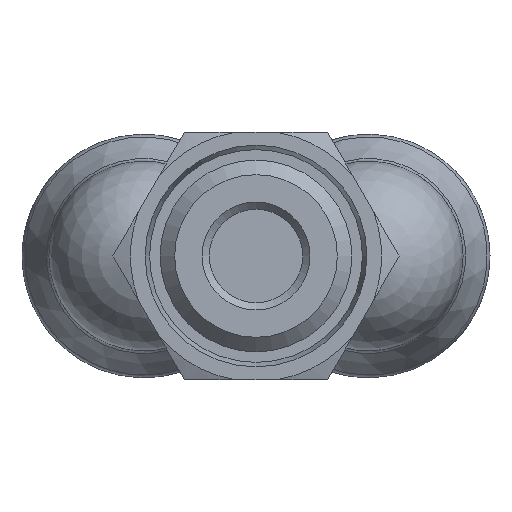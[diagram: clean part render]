
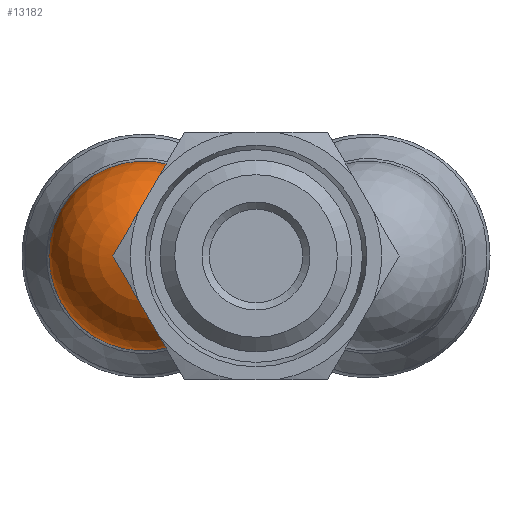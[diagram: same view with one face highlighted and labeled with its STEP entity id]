
A CAD part, front view. The second image highlights one B-rep face of the part: STEP entity #13182.
In plain terms, the highlighted spherical face has radius 6.5 mm.
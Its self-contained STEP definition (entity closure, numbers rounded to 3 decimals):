
#12802=CARTESIAN_POINT('',(-4.276,0.44,-4.896));
#12803=VERTEX_POINT('',#12802);
#12811=CARTESIAN_POINT('',(-3.85,3.,-5.237));
#12812=VERTEX_POINT('',#12811);
#12813=CARTESIAN_POINT('',(-4.276,0.44,-4.896));
#12814=CARTESIAN_POINT('',(-4.177,0.735,-4.982));
#12815=CARTESIAN_POINT('',(-4.093,1.04,-5.05));
#12816=CARTESIAN_POINT('',(-3.911,1.891,-5.194));
#12817=CARTESIAN_POINT('',(-3.85,2.45,-5.237));
#12818=CARTESIAN_POINT('',(-3.85,3.,-5.237));
#12819=B_SPLINE_CURVE_WITH_KNOTS('',3,(#12813,#12814,#12815,#12816,#12817,#12818),.UNSPECIFIED.,.F.,.U.,(4,2,4),(1.643,1.738,1.903),.UNSPECIFIED.);
#12820=EDGE_CURVE('',#12803,#12812,#12819,.T.);
#13021=CARTESIAN_POINT('',(-3.85,3.,5.237));
#13022=VERTEX_POINT('',#13021);
#13029=CARTESIAN_POINT('',(-4.276,0.44,4.896));
#13030=VERTEX_POINT('',#13029);
#13031=CARTESIAN_POINT('',(-3.85,3.,5.237));
#13032=CARTESIAN_POINT('',(-3.85,2.45,5.237));
#13033=CARTESIAN_POINT('',(-3.911,1.891,5.194));
#13034=CARTESIAN_POINT('',(-4.093,1.04,5.05));
#13035=CARTESIAN_POINT('',(-4.177,0.735,4.982));
#13036=CARTESIAN_POINT('',(-4.276,0.44,4.896));
#13037=B_SPLINE_CURVE_WITH_KNOTS('',3,(#13031,#13032,#13033,#13034,#13035,#13036),.UNSPECIFIED.,.F.,.U.,(4,2,4),(0.0,0.165,0.259),.UNSPECIFIED.);
#13038=EDGE_CURVE('',#13022,#13030,#13037,.T.);
#13107=CARTESIAN_POINT('',(-4.759,-0.399,-4.695));
#13108=VERTEX_POINT('',#13107);
#13116=CARTESIAN_POINT('',(-4.276,0.44,-4.896));
#13117=CARTESIAN_POINT('',(-4.357,0.194,-4.824));
#13118=CARTESIAN_POINT('',(-4.512,-0.083,-4.759));
#13119=CARTESIAN_POINT('',(-4.701,-0.329,-4.709));
#13120=CARTESIAN_POINT('',(-4.729,-0.364,-4.702));
#13121=CARTESIAN_POINT('',(-4.759,-0.399,-4.695));
#13122=B_SPLINE_CURVE_WITH_KNOTS('',3,(#13116,#13117,#13118,#13119,#13120,#13121),.UNSPECIFIED.,.F.,.U.,(4,2,4),(0.671,0.751,0.765),.UNSPECIFIED.);
#13123=EDGE_CURVE('',#12803,#13108,#13122,.T.);
#13129=CARTESIAN_POINT('',(-7.7,3.,0.0));
#13130=DIRECTION('',(0.0,1.0,0.0));
#13131=DIRECTION('',(0.0,0.0,-1.0));
#13132=AXIS2_PLACEMENT_3D('',#13129,#13130,#13131);
#13133=SPHERICAL_SURFACE('',#13132,6.5);
#13134=ORIENTED_EDGE('',*,*,#13123,.T.);
#13135=CARTESIAN_POINT('',(-4.759,-0.399,4.695));
#13136=VERTEX_POINT('',#13135);
#13137=CARTESIAN_POINT('',(-4.759,-0.399,4.695));
#13138=CARTESIAN_POINT('',(-4.926,-0.598,4.656));
#13139=CARTESIAN_POINT('',(-5.094,-0.787,4.603));
#13140=CARTESIAN_POINT('',(-5.538,-1.262,4.425));
#13141=CARTESIAN_POINT('',(-5.842,-1.565,4.262));
#13142=CARTESIAN_POINT('',(-6.429,-2.113,3.834));
#13143=CARTESIAN_POINT('',(-6.71,-2.359,3.567));
#13144=CARTESIAN_POINT('',(-7.281,-2.842,2.882));
#13145=CARTESIAN_POINT('',(-7.589,-3.085,2.367));
#13146=CARTESIAN_POINT('',(-8.005,-3.407,1.224));
#13147=CARTESIAN_POINT('',(-8.113,-3.487,0.595));
#13148=CARTESIAN_POINT('',(-8.113,-3.487,-0.595));
#13149=CARTESIAN_POINT('',(-8.005,-3.407,-1.224));
#13150=CARTESIAN_POINT('',(-7.589,-3.085,-2.367));
#13151=CARTESIAN_POINT('',(-7.281,-2.842,-2.882));
#13152=CARTESIAN_POINT('',(-6.71,-2.359,-3.567));
#13153=CARTESIAN_POINT('',(-6.429,-2.113,-3.834));
#13154=CARTESIAN_POINT('',(-5.842,-1.565,-4.262));
#13155=CARTESIAN_POINT('',(-5.538,-1.262,-4.425));
#13156=CARTESIAN_POINT('',(-5.094,-0.787,-4.603));
#13157=CARTESIAN_POINT('',(-4.926,-0.598,-4.656));
#13158=CARTESIAN_POINT('',(-4.759,-0.399,-4.695));
#13159=B_SPLINE_CURVE_WITH_KNOTS('',3,(#13137,#13138,#13139,#13140,#13141,#13142,#13143,#13144,#13145,#13146,#13147,#13148,#13149,#13150,#13151,#13152,#13153,#13154,#13155,#13156,#13157,#13158),.UNSPECIFIED.,.F.,.U.,(4,2,2,2,2,2,2,2,2,2,4),(1.61,1.687,1.812,1.938,2.117,2.295,2.474,2.652,2.778,2.904,2.98),.UNSPECIFIED.);
#13160=EDGE_CURVE('',#13136,#13108,#13159,.T.);
#13161=ORIENTED_EDGE('',*,*,#13160,.F.);
#13162=CARTESIAN_POINT('',(-4.759,-0.399,4.695));
#13163=CARTESIAN_POINT('',(-4.729,-0.364,4.702));
#13164=CARTESIAN_POINT('',(-4.701,-0.329,4.709));
#13165=CARTESIAN_POINT('',(-4.512,-0.083,4.759));
#13166=CARTESIAN_POINT('',(-4.357,0.194,4.824));
#13167=CARTESIAN_POINT('',(-4.276,0.44,4.896));
#13168=B_SPLINE_CURVE_WITH_KNOTS('',3,(#13162,#13163,#13164,#13165,#13166,#13167),.UNSPECIFIED.,.F.,.U.,(4,2,4),(0.571,0.585,0.665),.UNSPECIFIED.);
#13169=EDGE_CURVE('',#13136,#13030,#13168,.T.);
#13170=ORIENTED_EDGE('',*,*,#13169,.T.);
#13171=ORIENTED_EDGE('',*,*,#13038,.F.);
#13172=CARTESIAN_POINT('',(-7.7,3.,0.0));
#13173=DIRECTION('',(0.,-1.0,0.));
#13174=DIRECTION('',(-0.592,0.,-0.806));
#13175=AXIS2_PLACEMENT_3D('',#13172,#13173,#13174);
#13176=CIRCLE('',#13175,6.5);
#13177=EDGE_CURVE('',#13022,#12812,#13176,.T.);
#13178=ORIENTED_EDGE('',*,*,#13177,.T.);
#13179=ORIENTED_EDGE('',*,*,#12820,.F.);
#13180=EDGE_LOOP('',(#13134,#13161,#13170,#13171,#13178,#13179));
#13181=FACE_OUTER_BOUND('',#13180,.T.);
#13182=ADVANCED_FACE('',(#13181),#13133,.T.);
